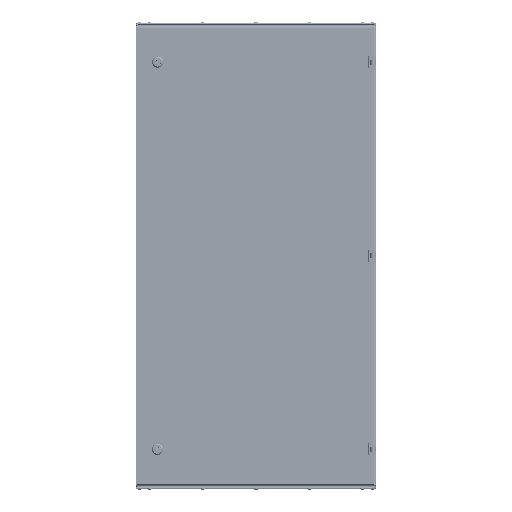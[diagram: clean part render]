
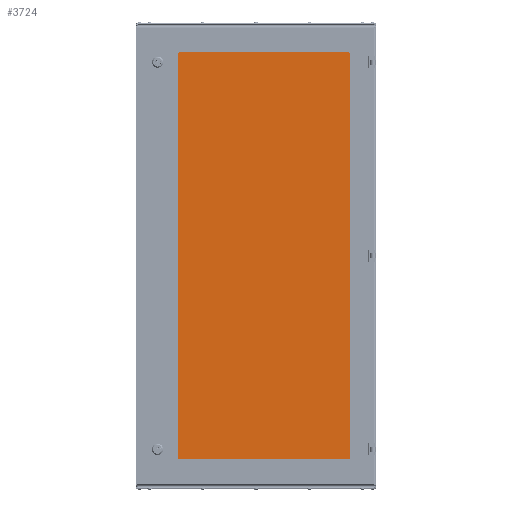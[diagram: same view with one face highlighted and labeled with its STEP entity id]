
A CAD part, top view. The second image highlights one B-rep face of the part: STEP entity #3724.
In plain terms, the highlighted planar face has unit normal (0, 0, 1).
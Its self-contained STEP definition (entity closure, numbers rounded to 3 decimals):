
#590 = DIRECTION ( 'NONE',  ( 0., -1., 0. ) ) ;
#1342 = DIRECTION ( 'NONE',  ( 0., 0., -1. ) ) ;
#2789 = CARTESIAN_POINT ( 'NONE',  ( -217.75, 520.5, 4. ) ) ;
#3291 = CARTESIAN_POINT ( 'NONE',  ( 217.75, 510.5, 4. ) ) ;
#3724 = ADVANCED_FACE ( 'NONE', ( #57419 ), #83024, .F. ) ;
#3790 = VECTOR ( 'NONE', #23874, 1000. ) ;
#7412 = VERTEX_POINT ( 'NONE', #70182 ) ;
#8062 = CARTESIAN_POINT ( 'NONE',  ( 0., 0., 4. ) ) ;
#9422 = ORIENTED_EDGE ( 'NONE', *, *, #49057, .T. ) ;
#10133 = EDGE_CURVE ( 'NONE', #88458, #13223, #82727, .T. ) ;
#11741 = EDGE_CURVE ( 'NONE', #22673, #13745, #77761, .T. ) ;
#11965 = ORIENTED_EDGE ( 'NONE', *, *, #11741, .T. ) ;
#13223 = VERTEX_POINT ( 'NONE', #67006 ) ;
#13745 = VERTEX_POINT ( 'NONE', #58739 ) ;
#17404 = AXIS2_PLACEMENT_3D ( 'NONE', #77969, #57309, #59869 ) ;
#20480 = ORIENTED_EDGE ( 'NONE', *, *, #46668, .T. ) ;
#22673 = VERTEX_POINT ( 'NONE', #23597 ) ;
#23591 = DIRECTION ( 'NONE',  ( 0., 0., 1. ) ) ;
#23597 = CARTESIAN_POINT ( 'NONE',  ( -227.75, 510.5, 4. ) ) ;
#23792 = AXIS2_PLACEMENT_3D ( 'NONE', #3291, #86730, #25213 ) ;
#23874 = DIRECTION ( 'NONE',  ( 1., 0., 0. ) ) ;
#23977 = VECTOR ( 'NONE', #58253, 1000. ) ;
#25213 = DIRECTION ( 'NONE',  ( -1., 0., 0. ) ) ;
#29425 = VECTOR ( 'NONE', #35478, 1000. ) ;
#30216 = ORIENTED_EDGE ( 'NONE', *, *, #70951, .T. ) ;
#30763 = CARTESIAN_POINT ( 'NONE',  ( 217.75, -510.5, 4. ) ) ;
#32640 = VECTOR ( 'NONE', #590, 1000. ) ;
#32923 = ORIENTED_EDGE ( 'NONE', *, *, #48223, .T. ) ;
#35090 = CARTESIAN_POINT ( 'NONE',  ( 217.75, -520.5, 4. ) ) ;
#35478 = DIRECTION ( 'NONE',  ( -1., 0., 0. ) ) ;
#36670 = LINE ( 'NONE', #85168, #23977 ) ;
#37175 = ORIENTED_EDGE ( 'NONE', *, *, #10133, .T. ) ;
#39057 = ORIENTED_EDGE ( 'NONE', *, *, #50263, .T. ) ;
#40323 = CIRCLE ( 'NONE', #17404, 10. ) ;
#41028 = CIRCLE ( 'NONE', #23792, 10. ) ;
#42289 = CARTESIAN_POINT ( 'NONE',  ( 227.75, 510.5, 4. ) ) ;
#43611 = CARTESIAN_POINT ( 'NONE',  ( -227.75, -520.5, 4. ) ) ;
#46668 = EDGE_CURVE ( 'NONE', #66260, #85424, #57026, .T. ) ;
#47598 = ORIENTED_EDGE ( 'NONE', *, *, #52588, .T. ) ;
#48223 = EDGE_CURVE ( 'NONE', #13745, #7412, #86877, .T. ) ;
#49057 = EDGE_CURVE ( 'NONE', #7412, #88458, #57593, .T. ) ;
#50263 = EDGE_CURVE ( 'NONE', #86367, #66260, #41028, .T. ) ;
#50283 = DIRECTION ( 'NONE',  ( -1., 0., 0. ) ) ;
#50988 = DIRECTION ( 'NONE',  ( -1., 0., 0. ) ) ;
#52298 = AXIS2_PLACEMENT_3D ( 'NONE', #8062, #1342, #84329 ) ;
#52588 = EDGE_CURVE ( 'NONE', #13223, #86367, #36670, .T. ) ;
#57026 = LINE ( 'NONE', #70058, #29425 ) ;
#57309 = DIRECTION ( 'NONE',  ( 0., 0., 1. ) ) ;
#57419 = FACE_OUTER_BOUND ( 'NONE', #73469, .T. ) ;
#57593 = LINE ( 'NONE', #59378, #3790 ) ;
#58253 = DIRECTION ( 'NONE',  ( 0., 1., 0. ) ) ;
#58355 = CARTESIAN_POINT ( 'NONE',  ( -217.75, -510.5, 4. ) ) ;
#58739 = CARTESIAN_POINT ( 'NONE',  ( -227.75, -510.5, 4. ) ) ;
#59378 = CARTESIAN_POINT ( 'NONE',  ( -227.75, -520.5, 4. ) ) ;
#59869 = DIRECTION ( 'NONE',  ( -1., 0., 0. ) ) ;
#62016 = CARTESIAN_POINT ( 'NONE',  ( 217.75, 520.5, 4. ) ) ;
#65354 = AXIS2_PLACEMENT_3D ( 'NONE', #58355, #78108, #50283 ) ;
#66260 = VERTEX_POINT ( 'NONE', #62016 ) ;
#67006 = CARTESIAN_POINT ( 'NONE',  ( 227.75, -510.5, 4. ) ) ;
#70058 = CARTESIAN_POINT ( 'NONE',  ( -227.75, 520.5, 4. ) ) ;
#70182 = CARTESIAN_POINT ( 'NONE',  ( -217.75, -520.5, 4. ) ) ;
#70951 = EDGE_CURVE ( 'NONE', #85424, #22673, #40323, .T. ) ;
#73469 = EDGE_LOOP ( 'NONE', ( #9422, #37175, #47598, #39057, #20480, #30216, #11965, #32923 ) ) ;
#77761 = LINE ( 'NONE', #43611, #32640 ) ;
#77969 = CARTESIAN_POINT ( 'NONE',  ( -217.75, 510.5, 4. ) ) ;
#78108 = DIRECTION ( 'NONE',  ( 0., 0., 1. ) ) ;
#81304 = AXIS2_PLACEMENT_3D ( 'NONE', #30763, #23591, #50988 ) ;
#82727 = CIRCLE ( 'NONE', #81304, 10. ) ;
#83024 = PLANE ( 'NONE',  #52298 ) ;
#84329 = DIRECTION ( 'NONE',  ( -1., 0., 0. ) ) ;
#85168 = CARTESIAN_POINT ( 'NONE',  ( 227.75, -520.5, 4. ) ) ;
#85424 = VERTEX_POINT ( 'NONE', #2789 ) ;
#86367 = VERTEX_POINT ( 'NONE', #42289 ) ;
#86730 = DIRECTION ( 'NONE',  ( 0., 0., 1. ) ) ;
#86877 = CIRCLE ( 'NONE', #65354, 10. ) ;
#88458 = VERTEX_POINT ( 'NONE', #35090 ) ;
